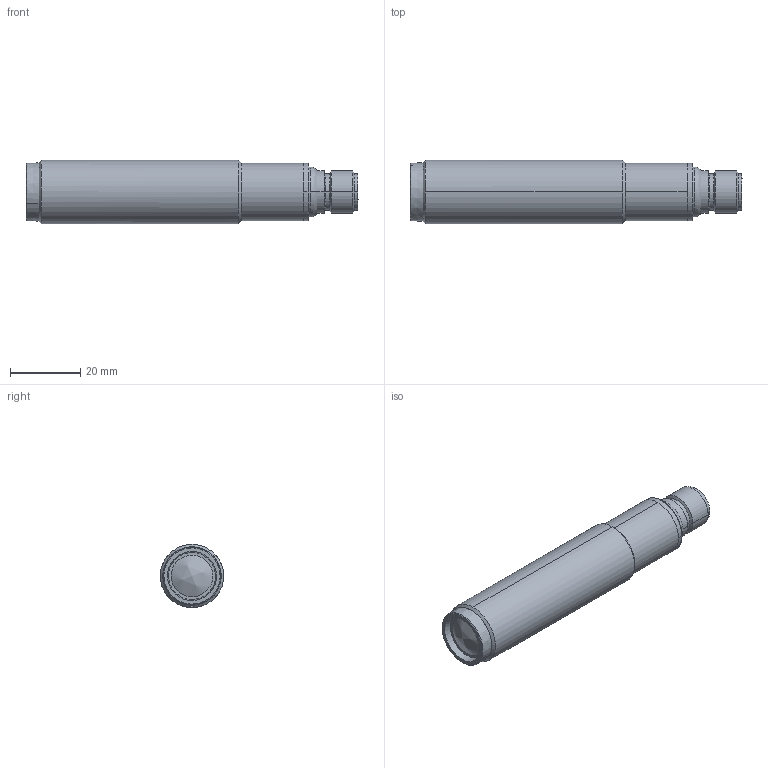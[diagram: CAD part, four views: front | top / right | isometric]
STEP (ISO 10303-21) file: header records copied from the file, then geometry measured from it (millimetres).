
FILE_DESCRIPTION (( 'STEP AP214' ), '1' );
FILE_NAME ('MVR-A0-0E.step', '2018-04-12T20:29:47', ( '' ), ( '' ), 'SwSTEP 2.0', 'SolidWorks 2017', '' );
FILE_SCHEMA (( 'AUTOMOTIVE_DESIGN' ));
Length unit declared in the file: inch
Products named in the file (1): MVR-A0-0E
Bounding box: 94.4 x 18 x 18 mm (x, y, z)
Volume: 20284 mm3; surface area: 7007.7 mm2
Topology: 8 solids, 8 shells, 129 faces, 288 edges, 178 vertices
Faces by surface type: cylinder 59, plane 29, cone 26, bspline 15
Entity records: 5649 total; most frequent: CARTESIAN_POINT 943, DIRECTION 664, ORIENTED_EDGE 560, AXIS2_PLACEMENT_3D 285, EDGE_CURVE 280, VERTEX_POINT 178, CIRCLE 170, EDGE_LOOP 150
